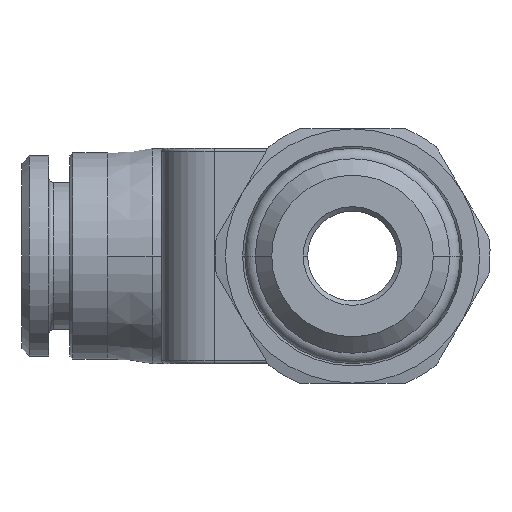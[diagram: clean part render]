
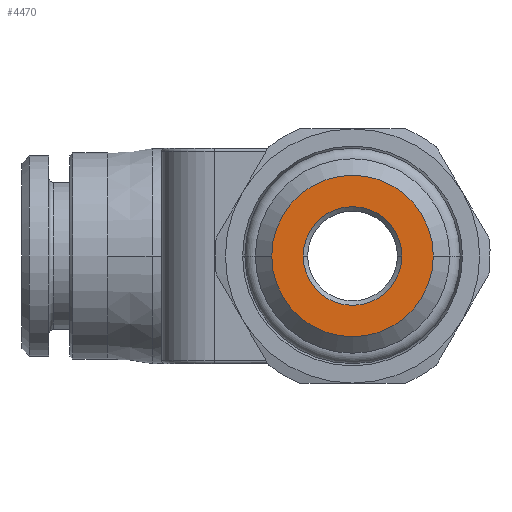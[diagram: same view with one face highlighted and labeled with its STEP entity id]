
A CAD part, front view. The second image highlights one B-rep face of the part: STEP entity #4470.
In plain terms, the highlighted planar face has unit normal (0, -1, 0).
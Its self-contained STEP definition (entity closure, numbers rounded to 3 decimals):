
#101=CARTESIAN_POINT('',(0.,-29.4,0.));
#102=DIRECTION('',(0.,1.,0.));
#103=DIRECTION('',(-1.,0.,0.));
#104=AXIS2_PLACEMENT_3D('',#101,#102,#103);
#106=CARTESIAN_POINT('',(0.,-29.4,0.));
#107=DIRECTION('',(0.,1.,0.));
#108=DIRECTION('',(1.,0.,0.));
#109=AXIS2_PLACEMENT_3D('',#106,#107,#108);
#111=CARTESIAN_POINT('',(0.,-29.4,0.));
#112=DIRECTION('',(0.,-1.,0.));
#113=DIRECTION('',(1.,0.,0.));
#114=AXIS2_PLACEMENT_3D('',#111,#112,#113);
#116=CARTESIAN_POINT('',(0.,-29.4,0.));
#117=DIRECTION('',(0.,-1.,0.));
#118=DIRECTION('',(-1.,0.,0.));
#119=AXIS2_PLACEMENT_3D('',#116,#117,#118);
#4224=CARTESIAN_POINT('',(-5.4,-29.4,0.));
#4225=CARTESIAN_POINT('',(5.4,-29.4,0.));
#4226=VERTEX_POINT('',#4224);
#4227=VERTEX_POINT('',#4225);
#4232=CARTESIAN_POINT('',(3.3,-29.4,0.));
#4233=VERTEX_POINT('',#4232);
#4234=CARTESIAN_POINT('',(-3.3,-29.4,0.));
#4235=VERTEX_POINT('',#4234);
#4455=CARTESIAN_POINT('',(0.,-29.4,0.));
#4456=DIRECTION('',(0.,1.,0.));
#4457=DIRECTION('',(0.,0.,1.));
#4458=AXIS2_PLACEMENT_3D('',#4455,#4456,#4457);
#4459=PLANE('',#4458);
#4461=ORIENTED_EDGE('',*,*,#4460,.T.);
#4463=ORIENTED_EDGE('',*,*,#4462,.T.);
#4464=EDGE_LOOP('',(#4461,#4463));
#4465=FACE_OUTER_BOUND('',#4464,.F.);
#4466=ORIENTED_EDGE('',*,*,#4450,.T.);
#4467=ORIENTED_EDGE('',*,*,#4434,.T.);
#4468=EDGE_LOOP('',(#4466,#4467));
#4469=FACE_BOUND('',#4468,.F.);
#4470=ADVANCED_FACE('',(#4465,#4469),#4459,.F.);
#105=CIRCLE('',#104,5.4);
#110=CIRCLE('',#109,5.4);
#115=CIRCLE('',#114,3.3);
#120=CIRCLE('',#119,3.3);
#4434=EDGE_CURVE('',#4235,#4233,#120,.T.);
#4450=EDGE_CURVE('',#4233,#4235,#115,.T.);
#4460=EDGE_CURVE('',#4226,#4227,#105,.T.);
#4462=EDGE_CURVE('',#4227,#4226,#110,.T.);
